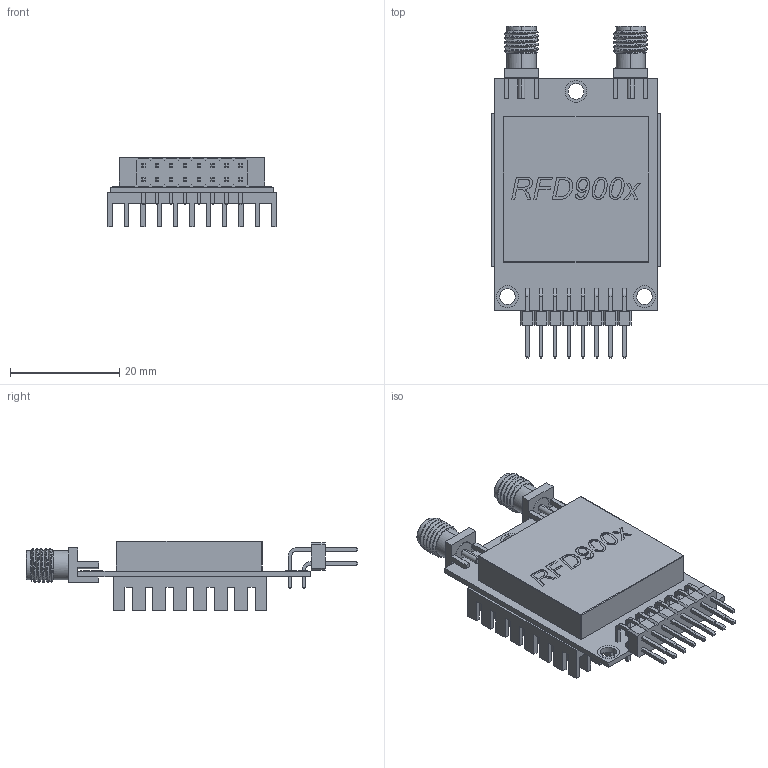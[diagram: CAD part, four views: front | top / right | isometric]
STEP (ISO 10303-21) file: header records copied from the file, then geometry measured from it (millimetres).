
FILE_DESCRIPTION(/* description */ (''),/* implementation_level */ '2;1');
FILE_NAME(/* name */ 'RFD900X.stp',/* time_stamp */ '2017-07-12T19:41:18+03:00',/* author */ (''),/* organization */ (''),/* preprocessor_version */ 'ST-DEVELOPER v16',/* originating_system */ '',/* authorisation */ '');
FILE_SCHEMA (('AUTOMOTIVE_DESIGN { 1 0 10303 214 3 1 1 1 }'));
Length unit declared in the file: millimetre
Products named in the file (1): fsr53787E08xnqz
Bounding box: 30.8 x 60.8 x 12.8 mm (x, y, z)
Volume: 8404.2 mm3; surface area: 10075.3 mm2
Topology: 27 solids, 27 shells, 1124 faces, 2787 edges, 1786 vertices
Faces by surface type: plane 917, cylinder 113, cone 60, extrusion 26, sphere 4, bspline 4
Full cylindrical faces by diameter (mm): 1.3 x2, 2.9 x3, 4 x6
Entity records: 35884 total; most frequent: CARTESIAN_POINT 9177, ORIENTED_EDGE 5516, DIRECTION 5008, EDGE_CURVE 2758, VECTOR 2346, LINE 2320, VERTEX_POINT 1778, AXIS2_PLACEMENT_3D 1331
